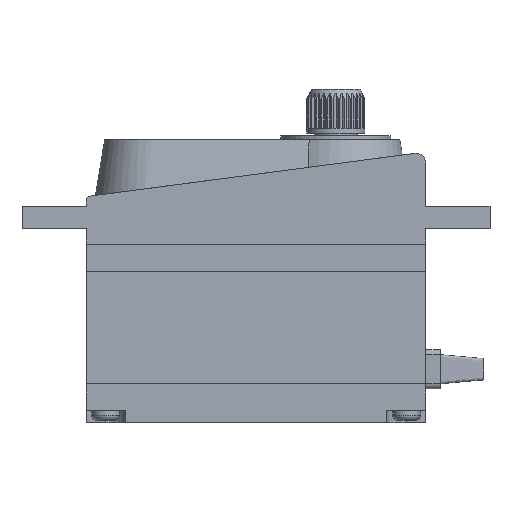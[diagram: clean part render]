
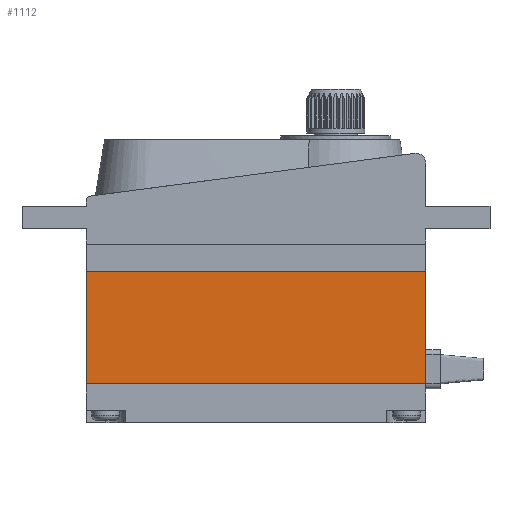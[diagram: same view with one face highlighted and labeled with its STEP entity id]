
A CAD part, left-side view. The second image highlights one B-rep face of the part: STEP entity #1112.
In plain terms, the highlighted planar face has unit normal (-1, 0, 0).
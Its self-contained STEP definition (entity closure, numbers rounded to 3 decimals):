
#551=B_SPLINE_CURVE_WITH_KNOTS('',1,(#16790,#16791),.UNSPECIFIED.,.F.,.F.,
(2,2),(-85.,-50.),.UNSPECIFIED.);
#555=B_SPLINE_CURVE_WITH_KNOTS('',1,(#16798,#16799),.UNSPECIFIED.,.F.,.F.,
(2,2),(4.,15.6),.UNSPECIFIED.);
#556=B_SPLINE_CURVE_WITH_KNOTS('',1,(#16800,#16801),.UNSPECIFIED.,.F.,.F.,
(2,2),(4.,15.6),.UNSPECIFIED.);
#559=B_SPLINE_CURVE_WITH_KNOTS('',1,(#16806,#16807),.UNSPECIFIED.,.F.,.F.,
(2,2),(-85.,-50.),.UNSPECIFIED.);
#1112=ADVANCED_FACE('',(#1541),#7196,.T.);
#1541=FACE_OUTER_BOUND('',#1982,.T.);
#1982=EDGE_LOOP('',(#3604,#3605,#3606,#3607));
#3604=ORIENTED_EDGE('',*,*,#5144,.T.);
#3605=ORIENTED_EDGE('',*,*,#5140,.F.);
#3606=ORIENTED_EDGE('',*,*,#5136,.F.);
#3607=ORIENTED_EDGE('',*,*,#5141,.T.);
#5136=EDGE_CURVE('',#6590,#6589,#551,.T.);
#5140=EDGE_CURVE('',#6589,#6593,#555,.T.);
#5141=EDGE_CURVE('',#6590,#6594,#556,.T.);
#5144=EDGE_CURVE('',#6594,#6593,#559,.T.);
#6589=VERTEX_POINT('',#16670);
#6590=VERTEX_POINT('',#16671);
#6593=VERTEX_POINT('',#16674);
#6594=VERTEX_POINT('',#16675);
#7196=PLANE('',#7385);
#7385=AXIS2_PLACEMENT_3D('',#15459,#7557,$);
#7557=DIRECTION('',(-1.,0.,0.));
#15459=CARTESIAN_POINT('',(-97.5,22.23,-4.55));
#16670=CARTESIAN_POINT('',(-97.5,22.23,-0.55));
#16671=CARTESIAN_POINT('',(-97.5,-12.77,-0.55));
#16674=CARTESIAN_POINT('',(-97.5,22.23,11.05));
#16675=CARTESIAN_POINT('',(-97.5,-12.77,11.05));
#16790=CARTESIAN_POINT('',(-97.5,-12.77,-0.55));
#16791=CARTESIAN_POINT('',(-97.5,22.23,-0.55));
#16798=CARTESIAN_POINT('',(-97.5,22.23,-0.55));
#16799=CARTESIAN_POINT('',(-97.5,22.23,11.05));
#16800=CARTESIAN_POINT('',(-97.5,-12.77,-0.55));
#16801=CARTESIAN_POINT('',(-97.5,-12.77,11.05));
#16806=CARTESIAN_POINT('',(-97.5,-12.77,11.05));
#16807=CARTESIAN_POINT('',(-97.5,22.23,11.05));
